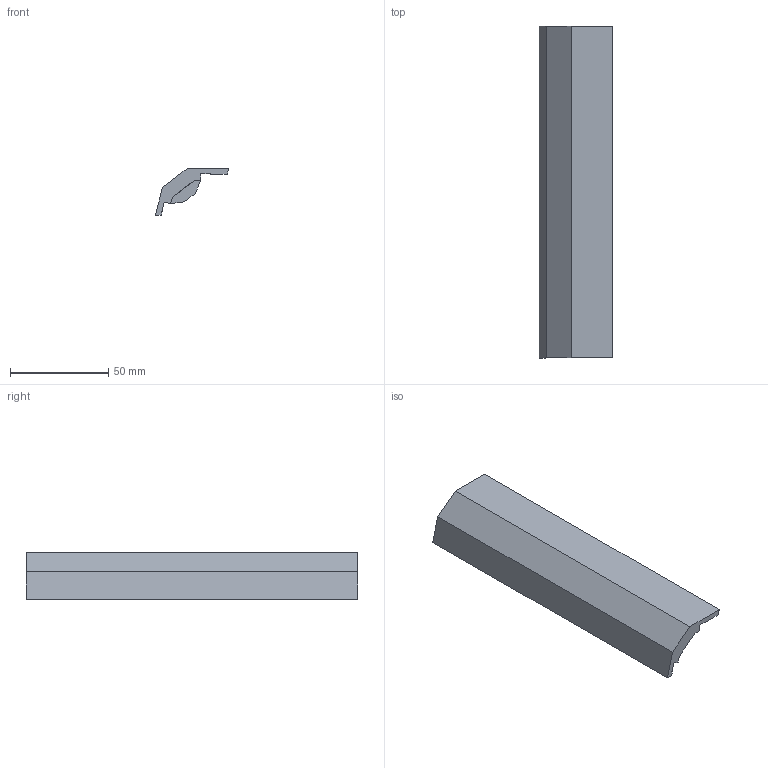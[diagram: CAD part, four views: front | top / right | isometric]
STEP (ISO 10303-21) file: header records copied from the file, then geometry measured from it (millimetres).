
FILE_DESCRIPTION (( 'STEP AP203' ), '1' );
FILE_NAME ('Top-Bar-339mm.HALF.STEP', '2021-07-08T14:26:28', ( '' ), ( '' ), 'SwSTEP 2.0', 'SolidWorks 2019', '' );
FILE_SCHEMA (( 'CONFIG_CONTROL_DESIGN' ));
Length unit declared in the file: millimetre
Products named in the file (1): Top-Bar-339mm.HALF
Bounding box: 37.31 x 168.75 x 23.87 mm (x, y, z)
Volume: 49343.1 mm3; surface area: 18742.8 mm2
Topology: 1 solids, 1 shells, 32 faces, 80 edges, 52 vertices
Faces by surface type: plane 28, cylinder 4
Entity records: 1017 total; most frequent: CARTESIAN_POINT 165, ORIENTED_EDGE 160, DIRECTION 154, EDGE_CURVE 80, LINE 72, VECTOR 72, VERTEX_POINT 52, AXIS2_PLACEMENT_3D 41
